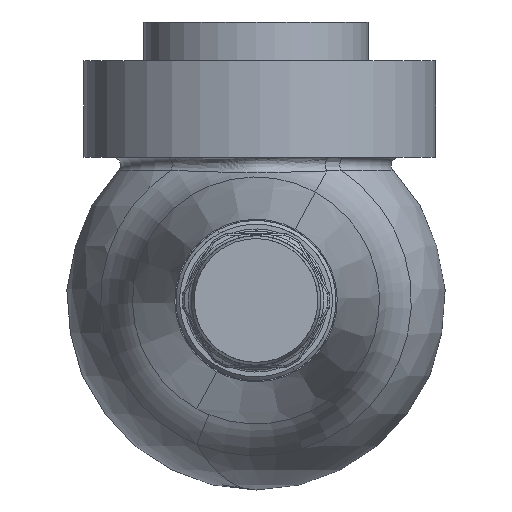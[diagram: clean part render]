
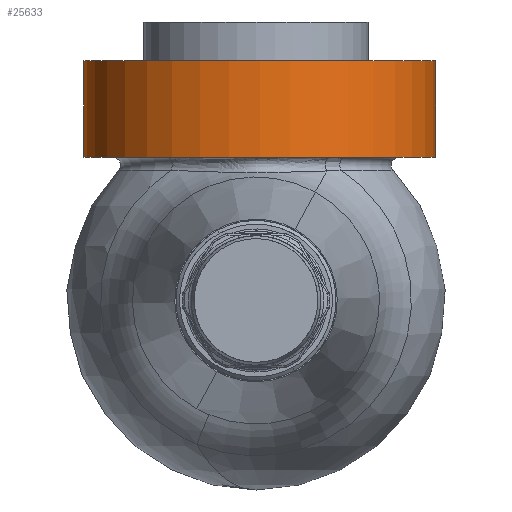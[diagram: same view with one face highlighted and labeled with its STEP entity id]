
A CAD part, front view. The second image highlights one B-rep face of the part: STEP entity #25633.
In plain terms, the highlighted cylindrical face has radius 45.5 mm (diameter 91 mm), a partial arc.
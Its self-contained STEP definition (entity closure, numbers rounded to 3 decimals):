
#21343=CARTESIAN_POINT('Vertex',(46.502,0.,62.)) ;
#21345=CARTESIAN_POINT('Vertex',(-44.498,0.,62.)) ;
#21348=CARTESIAN_POINT('Axis2P3D Location',(1.002,0.,62.)) ;
#25591=CARTESIAN_POINT('Axis2P3D Location',(1.002,0.,49.5)) ;
#25600=CARTESIAN_POINT('Vertex',(46.502,0.,37.)) ;
#25602=CARTESIAN_POINT('Vertex',(-44.498,0.,37.)) ;
#25605=CARTESIAN_POINT('Line Origine',(-44.498,0.,49.5)) ;
#25610=CARTESIAN_POINT('Line Origine',(46.502,0.,49.5)) ;
#25622=CARTESIAN_POINT('Axis2P3D Location',(1.002,0.,37.)) ;
#25607=VECTOR('Line Direction',#25606,1.) ;
#25612=VECTOR('Line Direction',#25611,1.) ;
#21349=DIRECTION('Axis2P3D Direction',(0.,0.,1.)) ;
#25592=DIRECTION('Axis2P3D Direction',(0.,0.,1.)) ;
#25593=DIRECTION('Axis2P3D XDirection',(1.,0.,0.)) ;
#25606=DIRECTION('Vector Direction',(0.,0.,1.)) ;
#25611=DIRECTION('Vector Direction',(0.,0.,1.)) ;
#25623=DIRECTION('Axis2P3D Direction',(0.,0.,1.)) ;
#21350=AXIS2_PLACEMENT_3D('Circle Axis2P3D',#21348,#21349,$) ;
#25594=AXIS2_PLACEMENT_3D('Cylinder Axis2P3D',#25591,#25592,#25593) ;
#25624=AXIS2_PLACEMENT_3D('Circle Axis2P3D',#25622,#25623,$) ;
#25608=LINE('Line',#25605,#25607) ;
#25613=LINE('Line',#25610,#25612) ;
#21351=CIRCLE('generated circle',#21350,45.5) ;
#25625=CIRCLE('generated circle',#25624,45.5) ;
#25595=CYLINDRICAL_SURFACE('generated cylinder',#25594,45.5) ;
#21352=EDGE_CURVE('',#21346,#21344,#21351,.T.) ;
#25609=EDGE_CURVE('',#21346,#25603,#25608,.F.) ;
#25614=EDGE_CURVE('',#21344,#25601,#25613,.F.) ;
#25626=EDGE_CURVE('',#25603,#25601,#25625,.T.) ;
#25628=ORIENTED_EDGE('',*,*,#25626,.T.) ;
#25629=ORIENTED_EDGE('',*,*,#25614,.F.) ;
#25630=ORIENTED_EDGE('',*,*,#21352,.F.) ;
#25631=ORIENTED_EDGE('',*,*,#25609,.T.) ;
#25627=EDGE_LOOP('',(#25628,#25629,#25630,#25631)) ;
#21344=VERTEX_POINT('',#21343) ;
#21346=VERTEX_POINT('',#21345) ;
#25601=VERTEX_POINT('',#25600) ;
#25603=VERTEX_POINT('',#25602) ;
#25633=ADVANCED_FACE('H0009728 3DSUPPORTO.1\\PartBody',(#25632),#25595,.T.) ;
#25632=FACE_OUTER_BOUND('',#25627,.T.) ;
